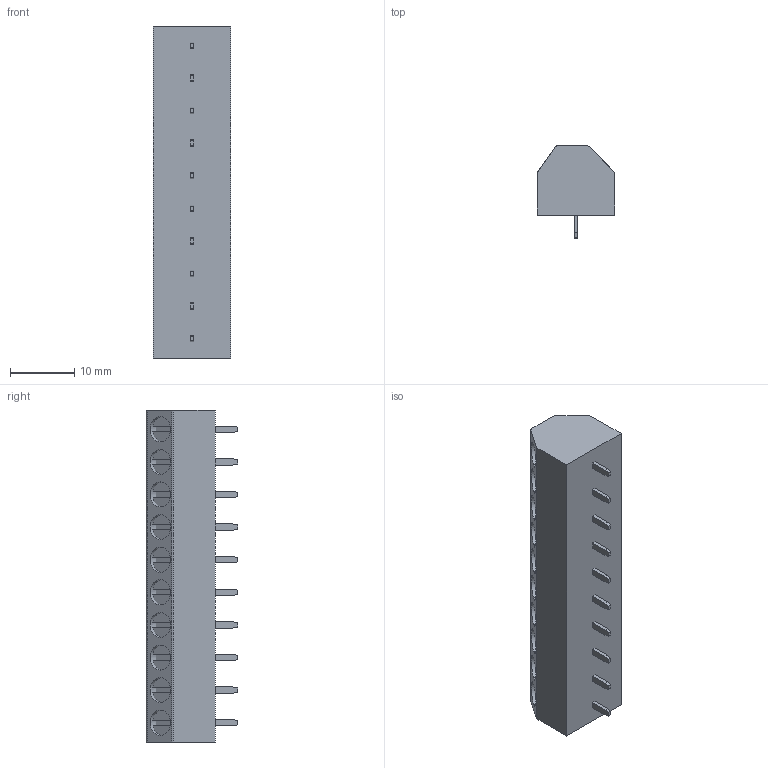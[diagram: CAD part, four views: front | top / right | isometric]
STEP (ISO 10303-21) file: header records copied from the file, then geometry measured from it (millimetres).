
FILE_DESCRIPTION((''),'2;1');
FILE_NAME('PRT0005','2024-10-19T',('sj'),(''),'PRO/ENGINEER BY PARAMETRIC TECHNOLOGY CORPORATION, 2013240','PRO/ENGINEER BY PARAMETRIC TECHNOLOGY CORPORATION, 2013240','');
FILE_SCHEMA(('AUTOMOTIVE_DESIGN_CC2 { 1 2 10303 214 -1 1 5 2 }'));
Length unit declared in the file: millimetre
Products named in the file (1): PRT0005
Bounding box: 12 x 14.3 x 51.72 mm (x, y, z)
Volume: 5659.5 mm3; surface area: 2777.2 mm2
Topology: 1 solids, 1 shells, 232 faces, 600 edges, 400 vertices
Faces by surface type: plane 208, cylinder 24
Entity records: 7032 total; most frequent: CARTESIAN_POINT 1232, ORIENTED_EDGE 1200, DIRECTION 1152, EDGE_CURVE 600, VECTOR 512, LINE 512, VERTEX_POINT 400, AXIS2_PLACEMENT_3D 320
